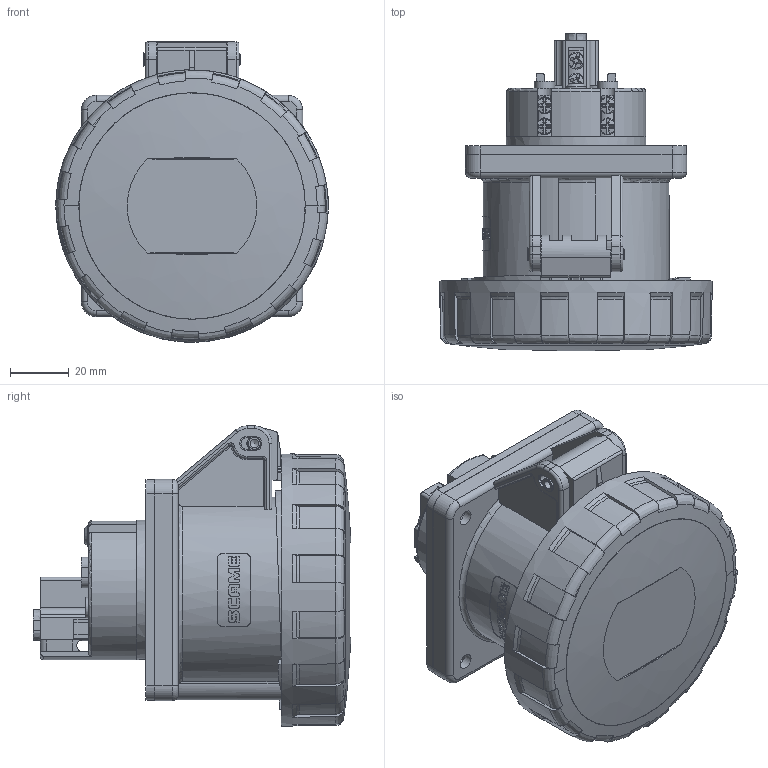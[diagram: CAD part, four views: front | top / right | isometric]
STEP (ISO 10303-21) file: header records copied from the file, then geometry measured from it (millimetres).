
FILE_DESCRIPTION(/* description */ (''),/* implementation_level */ '2;1');
FILE_NAME(/* name */ '4003639.stp',/* time_stamp */ '2019-11-04T08:23:51+01:00',/* author */ (''),/* organization */ (''),/* preprocessor_version */ 'ST-DEVELOPER v16.7',/* originating_system */ 'SIEMENS PLM Software NX 1888',/* authorisation */ '');
FILE_SCHEMA (('AUTOMOTIVE_DESIGN { 1 0 10303 214 3 1 1 1 }'));
Length unit declared in the file: millimetre
Products named in the file (1): BSOMB26489C0fqod
Bounding box: 92.96 x 108.41 x 102.46 mm (x, y, z)
Volume: 165650.8 mm3; surface area: 155369.4 mm2
Topology: 19 solids, 19 shells, 2321 faces, 6052 edges, 3743 vertices
Faces by surface type: plane 874, cylinder 681, bspline 379, torus 154, cone 131, sphere 78, extrusion 24
Full cylindrical faces by diameter (mm): 1.8 x3, 1.875 x3, 2.5 x3, 2.7 x3, 3 x8, 3.5 x6, 4 x1, 4.3 x5, 4.4 x3, 4.7 x3, 5 x3, 5.2 x4, 5.4 x4, 5.5 x2, 5.8 x6, 6.1 x2, 7 x1, 7.3 x2, 8 x2, 8.1 x1, 8.5 x2, 9.4 x1, 10 x1, 10.5 x1, 11 x2, 13 x1, 46.5 x1, 47.6 x1, 53.2 x1, 57.2 x1
Entity records: 100729 total; most frequent: CARTESIAN_POINT 47748, ORIENTED_EDGE 11390, DIRECTION 10352, EDGE_CURVE 5695, AXIS2_PLACEMENT_3D 3947, VERTEX_POINT 3623, EDGE_LOOP 2594, VECTOR 2458
